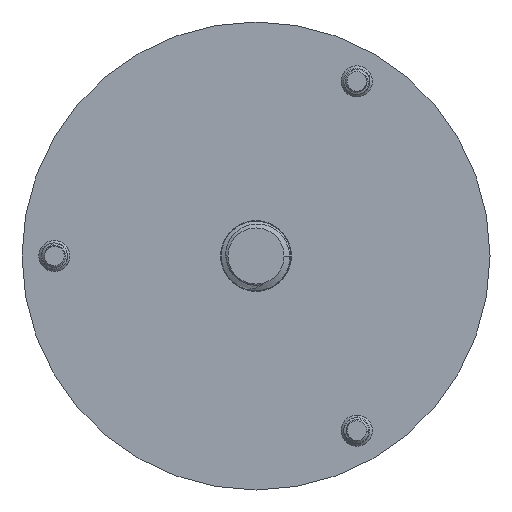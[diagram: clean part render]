
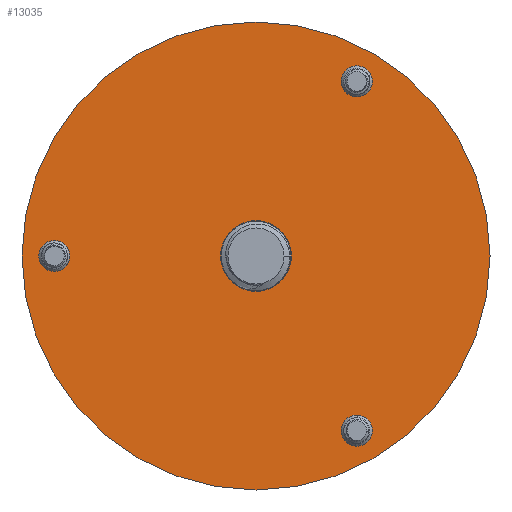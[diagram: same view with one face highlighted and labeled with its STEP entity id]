
A CAD part, front view. The second image highlights one B-rep face of the part: STEP entity #13035.
In plain terms, the highlighted planar face has unit normal (0, -1, 0).
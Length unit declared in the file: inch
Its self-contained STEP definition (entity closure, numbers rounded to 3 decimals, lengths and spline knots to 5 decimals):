
#198 = VERTEX_POINT ( 'NONE', #438 ) ;
#438 = CARTESIAN_POINT ( 'NONE',  ( -1.823, 0., 0.1405 ) ) ;
#624 = VERTEX_POINT ( 'NONE', #9118 ) ;
#761 = CARTESIAN_POINT ( 'NONE',  ( 0.9115, 0., 1.57876 ) ) ;
#772 = CARTESIAN_POINT ( 'NONE',  ( 0., 0., 0. ) ) ;
#823 = EDGE_CURVE ( 'NONE', #9794, #6389, #1893, .T. ) ;
#999 = DIRECTION ( 'NONE',  ( 0., 0., 1. ) ) ;
#1241 = ORIENTED_EDGE ( 'NONE', *, *, #7398, .F. ) ;
#1248 = AXIS2_PLACEMENT_3D ( 'NONE', #13342, #4976, #14760 ) ;
#1617 = AXIS2_PLACEMENT_3D ( 'NONE', #5854, #15622, #7280 ) ;
#1893 = CIRCLE ( 'NONE', #7882, 0.1405 ) ;
#2177 = DIRECTION ( 'NONE',  ( 0., 0., 1. ) ) ;
#2189 = DIRECTION ( 'NONE',  ( 0., 0., 1. ) ) ;
#2483 = CARTESIAN_POINT ( 'NONE',  ( 0.9115, 0., -1.43826 ) ) ;
#2570 = CARTESIAN_POINT ( 'NONE',  ( 0.9115, 0., 1.57876 ) ) ;
#2742 = ORIENTED_EDGE ( 'NONE', *, *, #4792, .F. ) ;
#2765 = CARTESIAN_POINT ( 'NONE',  ( -1.823, 0., 0. ) ) ;
#2775 = AXIS2_PLACEMENT_3D ( 'NONE', #2765, #12538, #4174 ) ;
#3121 = FACE_BOUND ( 'NONE', #11585, .T. ) ;
#3239 = EDGE_CURVE ( 'NONE', #9365, #14308, #9737, .T. ) ;
#3723 = ORIENTED_EDGE ( 'NONE', *, *, #16175, .F. ) ;
#3818 = CIRCLE ( 'NONE', #15245, 0.32 ) ;
#3929 = ORIENTED_EDGE ( 'NONE', *, *, #16048, .F. ) ;
#3939 = CIRCLE ( 'NONE', #6813, 2.1155 ) ;
#3971 = DIRECTION ( 'NONE',  ( 0., 0., 1. ) ) ;
#4026 = ORIENTED_EDGE ( 'NONE', *, *, #11161, .F. ) ;
#4104 = ORIENTED_EDGE ( 'NONE', *, *, #3239, .F. ) ;
#4174 = DIRECTION ( 'NONE',  ( 0., 0., 1. ) ) ;
#4508 = CARTESIAN_POINT ( 'NONE',  ( 0., 0., 0. ) ) ;
#4543 = AXIS2_PLACEMENT_3D ( 'NONE', #5645, #15417, #7067 ) ;
#4792 = EDGE_CURVE ( 'NONE', #14308, #9365, #3818, .T. ) ;
#4823 = CARTESIAN_POINT ( 'NONE',  ( 0., 0., 2.1155 ) ) ;
#4882 = ORIENTED_EDGE ( 'NONE', *, *, #16819, .F. ) ;
#4976 = DIRECTION ( 'NONE',  ( 0., -1., 0. ) ) ;
#5434 = CARTESIAN_POINT ( 'NONE',  ( 0., 0., -0.32 ) ) ;
#5645 = CARTESIAN_POINT ( 'NONE',  ( 0., 0., 0. ) ) ;
#5668 = VERTEX_POINT ( 'NONE', #4823 ) ;
#5854 = CARTESIAN_POINT ( 'NONE',  ( -1.823, 0., 0. ) ) ;
#5925 = DIRECTION ( 'NONE',  ( 0., 0., -1. ) ) ;
#6095 = ORIENTED_EDGE ( 'NONE', *, *, #10997, .F. ) ;
#6180 = CARTESIAN_POINT ( 'NONE',  ( 0., 0., 0. ) ) ;
#6389 = VERTEX_POINT ( 'NONE', #11138 ) ;
#6578 = CIRCLE ( 'NONE', #9966, 2.1155 ) ;
#6665 = AXIS2_PLACEMENT_3D ( 'NONE', #17723, #9404, #999 ) ;
#6813 = AXIS2_PLACEMENT_3D ( 'NONE', #4508, #14282, #5925 ) ;
#6861 = FACE_BOUND ( 'NONE', #8144, .T. ) ;
#6985 = CARTESIAN_POINT ( 'NONE',  ( 0., 0., 0. ) ) ;
#7067 = DIRECTION ( 'NONE',  ( 0., 0., 1. ) ) ;
#7071 = AXIS2_PLACEMENT_3D ( 'NONE', #761, #10574, #2177 ) ;
#7280 = DIRECTION ( 'NONE',  ( 0., 0., 1. ) ) ;
#7351 = CIRCLE ( 'NONE', #1248, 0.1405 ) ;
#7398 = EDGE_CURVE ( 'NONE', #9452, #198, #12403, .T. ) ;
#7882 = AXIS2_PLACEMENT_3D ( 'NONE', #2570, #12342, #3971 ) ;
#8144 = EDGE_LOOP ( 'NONE', ( #11059, #4882 ) ) ;
#8393 = DIRECTION ( 'NONE',  ( 0., 0., -1. ) ) ;
#9086 = CIRCLE ( 'NONE', #1617, 0.1405 ) ;
#9118 = CARTESIAN_POINT ( 'NONE',  ( 0.9115, 0., -1.71926 ) ) ;
#9365 = VERTEX_POINT ( 'NONE', #5434 ) ;
#9404 = DIRECTION ( 'NONE',  ( 0., -1., 0. ) ) ;
#9452 = VERTEX_POINT ( 'NONE', #11347 ) ;
#9737 = CIRCLE ( 'NONE', #4543, 0.32 ) ;
#9794 = VERTEX_POINT ( 'NONE', #13798 ) ;
#9966 = AXIS2_PLACEMENT_3D ( 'NONE', #6985, #16718, #8393 ) ;
#10122 = EDGE_LOOP ( 'NONE', ( #3929, #3723 ) ) ;
#10169 = VERTEX_POINT ( 'NONE', #2483 ) ;
#10279 = DIRECTION ( 'NONE',  ( 0., 1., 0. ) ) ;
#10574 = DIRECTION ( 'NONE',  ( 0., -1., 0. ) ) ;
#10584 = DIRECTION ( 'NONE',  ( 0., -1., 0. ) ) ;
#10997 = EDGE_CURVE ( 'NONE', #624, #10169, #14075, .T. ) ;
#11059 = ORIENTED_EDGE ( 'NONE', *, *, #823, .F. ) ;
#11138 = CARTESIAN_POINT ( 'NONE',  ( 0.9115, 0., 1.43826 ) ) ;
#11161 = EDGE_CURVE ( 'NONE', #198, #9452, #9086, .T. ) ;
#11347 = CARTESIAN_POINT ( 'NONE',  ( -1.823, 0., -0.1405 ) ) ;
#11383 = EDGE_CURVE ( 'NONE', #10169, #624, #7351, .T. ) ;
#11585 = EDGE_LOOP ( 'NONE', ( #2742, #4104 ) ) ;
#11810 = PLANE ( 'NONE',  #15941 ) ;
#12127 = VERTEX_POINT ( 'NONE', #14086 ) ;
#12342 = DIRECTION ( 'NONE',  ( 0., -1., 0. ) ) ;
#12403 = CIRCLE ( 'NONE', #2775, 0.1405 ) ;
#12538 = DIRECTION ( 'NONE',  ( 0., -1., 0. ) ) ;
#13035 = ADVANCED_FACE ( 'NONE', ( #17949, #13840, #6861, #17513, #3121 ), #11810, .F. ) ;
#13342 = CARTESIAN_POINT ( 'NONE',  ( 0.9115, 0., -1.57876 ) ) ;
#13798 = CARTESIAN_POINT ( 'NONE',  ( 0.9115, 0., 1.71926 ) ) ;
#13840 = FACE_BOUND ( 'NONE', #16005, .T. ) ;
#13963 = EDGE_LOOP ( 'NONE', ( #16442, #6095 ) ) ;
#14075 = CIRCLE ( 'NONE', #6665, 0.1405 ) ;
#14086 = CARTESIAN_POINT ( 'NONE',  ( 0., 0., -2.1155 ) ) ;
#14207 = CIRCLE ( 'NONE', #7071, 0.1405 ) ;
#14282 = DIRECTION ( 'NONE',  ( 0., 1., 0. ) ) ;
#14308 = VERTEX_POINT ( 'NONE', #17650 ) ;
#14611 = DIRECTION ( 'NONE',  ( 0., 0., 1. ) ) ;
#14760 = DIRECTION ( 'NONE',  ( 0., 0., 1. ) ) ;
#15245 = AXIS2_PLACEMENT_3D ( 'NONE', #772, #10584, #2189 ) ;
#15417 = DIRECTION ( 'NONE',  ( 0., -1., 0. ) ) ;
#15622 = DIRECTION ( 'NONE',  ( 0., -1., 0. ) ) ;
#15941 = AXIS2_PLACEMENT_3D ( 'NONE', #6180, #10279, #14611 ) ;
#16005 = EDGE_LOOP ( 'NONE', ( #4026, #1241 ) ) ;
#16048 = EDGE_CURVE ( 'NONE', #12127, #5668, #6578, .T. ) ;
#16175 = EDGE_CURVE ( 'NONE', #5668, #12127, #3939, .T. ) ;
#16442 = ORIENTED_EDGE ( 'NONE', *, *, #11383, .F. ) ;
#16718 = DIRECTION ( 'NONE',  ( 0., 1., 0. ) ) ;
#16819 = EDGE_CURVE ( 'NONE', #6389, #9794, #14207, .T. ) ;
#17513 = FACE_BOUND ( 'NONE', #13963, .T. ) ;
#17650 = CARTESIAN_POINT ( 'NONE',  ( 0., 0., 0.32 ) ) ;
#17723 = CARTESIAN_POINT ( 'NONE',  ( 0.9115, 0., -1.57876 ) ) ;
#17949 = FACE_OUTER_BOUND ( 'NONE', #10122, .T. ) ;
